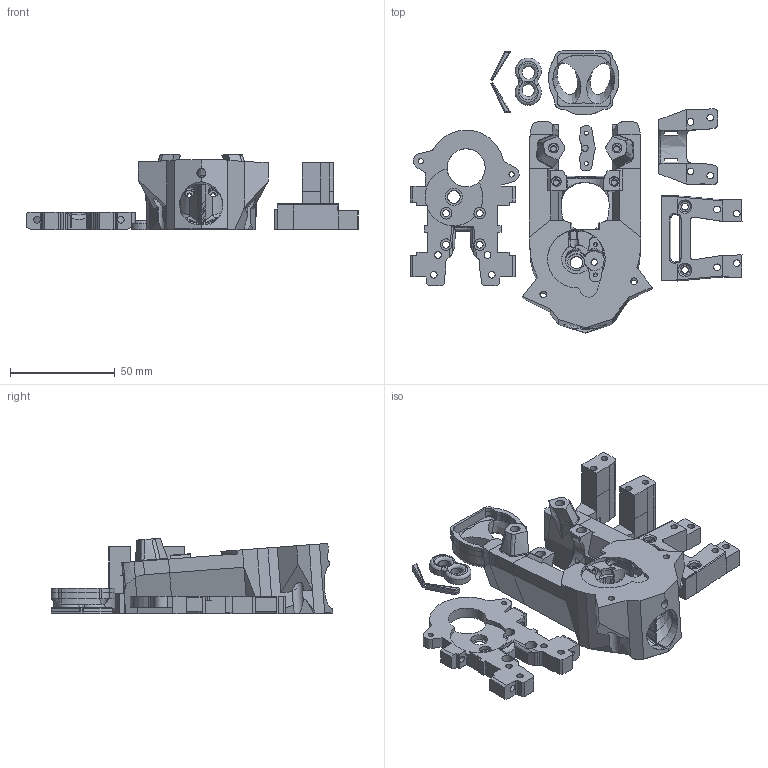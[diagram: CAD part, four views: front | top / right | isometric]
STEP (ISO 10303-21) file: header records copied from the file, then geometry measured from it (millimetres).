
FILE_DESCRIPTION(/* description */ (''),/* implementation_level */ '2;1');
FILE_NAME(/* name */ 'Printing_Layout',/* time_stamp */ '2024-02-28T19:23:13+11:00',/* author */ (''),/* organization */ (''),/* preprocessor_version */ 'ST-DEVELOPER v19.2',/* originating_system */ 'Rhino 8.4',/* authorisation */ '');
FILE_SCHEMA (('AP242_MANAGED_MODEL_BASED_3D_ENGINEERING_MIM_LF { 1 0 10303 442 3 1 4 }'));
Length unit declared in the file: millimetre
Products named in the file (1): Document
Bounding box: 158.55 x 134.67 x 35.96 mm (x, y, z)
Volume: 94981.5 mm3; surface area: 58928.1 mm2
Topology: 9 solids, 9 shells, 1066 faces, 2854 edges, 1814 vertices
Faces by surface type: plane 469, bspline 323, cylinder 274
Full cylindrical faces by diameter (mm): 1.9 x4, 2.4 x8, 2.5 x2, 2.9 x4, 3 x5, 3.2 x26, 3.266 x4, 3.8 x2, 4.2 x1, 4.695 x8, 4.7 x5, 5 x4, 5.5 x6, 5.8 x2, 6 x3, 8.1 x2, 18.164 x1
Entity records: 44447 total; most frequent: CARTESIAN_POINT 24517, ORIENTED_EDGE 5708, EDGE_CURVE 2854, VERTEX_POINT 1815, B_SPLINE_CURVE_WITH_KNOTS 1675, DIRECTION 1612, EDGE_LOOP 1183, AXIS2_PLACEMENT_3D 1177
